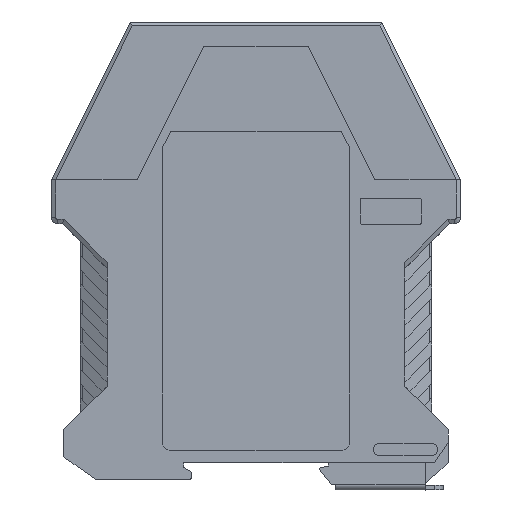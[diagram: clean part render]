
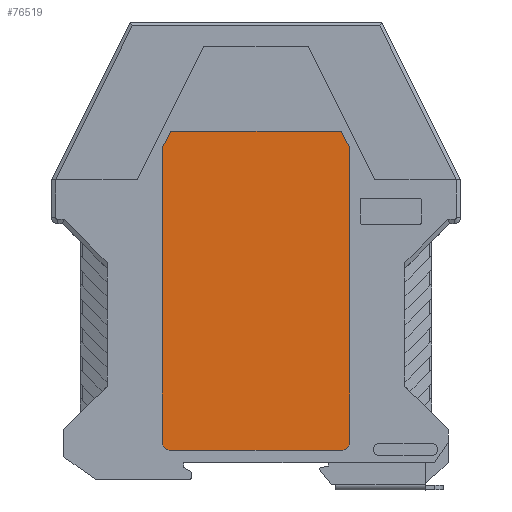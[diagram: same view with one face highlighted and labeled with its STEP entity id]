
A CAD part, left-side view. The second image highlights one B-rep face of the part: STEP entity #76519.
In plain terms, the highlighted planar face has unit normal (-1, 0, 0).
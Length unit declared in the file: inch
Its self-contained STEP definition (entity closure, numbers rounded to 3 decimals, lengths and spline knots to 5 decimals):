
#793 = ORIENTED_EDGE ( 'NONE', *, *, #56817, .F. ) ;
#2052 = VERTEX_POINT ( 'NONE', #64839 ) ;
#2789 = CARTESIAN_POINT ( 'NONE',  ( 0.00787, 2.75741, -1.04331 ) ) ;
#3847 = EDGE_CURVE ( 'NONE', #42837, #2052, #15965, .T. ) ;
#4413 = DIRECTION ( 'NONE',  ( 0., -0.447, 0.894 ) ) ;
#9193 = LINE ( 'NONE', #78972, #37123 ) ;
#13130 = EDGE_CURVE ( 'NONE', #132282, #115254, #9193, .T. ) ;
#15551 = VERTEX_POINT ( 'NONE', #100786 ) ;
#15711 = EDGE_CURVE ( 'NONE', #29301, #95316, #83748, .T. ) ;
#15965 = LINE ( 'NONE', #120157, #88876 ) ;
#16287 = ORIENTED_EDGE ( 'NONE', *, *, #102582, .T. ) ;
#17144 = CARTESIAN_POINT ( 'NONE',  ( 0.00787, 1.05269, -1.20079 ) ) ;
#17692 = PLANE ( 'NONE',  #96887 ) ;
#18174 = DIRECTION ( 'NONE',  ( 0., -1., 0. ) ) ;
#26416 = VERTEX_POINT ( 'NONE', #134882 ) ;
#27748 = CARTESIAN_POINT ( 'NONE',  ( 0.00787, 2.83615, -4.00787 ) ) ;
#28001 = ORIENTED_EDGE ( 'NONE', *, *, #111974, .F. ) ;
#29301 = VERTEX_POINT ( 'NONE', #27748 ) ;
#34067 = VECTOR ( 'NONE', #4413, 39.37008 ) ;
#34243 = CARTESIAN_POINT ( 'NONE',  ( 0.00787, 1.13143, -4.08661 ) ) ;
#37123 = VECTOR ( 'NONE', #143919, 39.37008 ) ;
#41054 = CARTESIAN_POINT ( 'NONE',  ( 0.00787, 1.13143, -4.00787 ) ) ;
#42706 = ORIENTED_EDGE ( 'NONE', *, *, #13130, .F. ) ;
#42837 = VERTEX_POINT ( 'NONE', #17144 ) ;
#43658 = ORIENTED_EDGE ( 'NONE', *, *, #3847, .F. ) ;
#44964 = LINE ( 'NONE', #96001, #129964 ) ;
#50712 = DIRECTION ( 'NONE',  ( -1., 0., 0. ) ) ;
#50722 = LINE ( 'NONE', #128573, #68137 ) ;
#56817 = EDGE_CURVE ( 'NONE', #115254, #42837, #44964, .T. ) ;
#58406 = LINE ( 'NONE', #70899, #34067 ) ;
#64222 = CIRCLE ( 'NONE', #108670, 0.07874 ) ;
#64839 = CARTESIAN_POINT ( 'NONE',  ( 0.00787, 1.05269, -4.00787 ) ) ;
#64930 = DIRECTION ( 'NONE',  ( 0., 0., -1. ) ) ;
#68137 = VECTOR ( 'NONE', #139230, 39.37008 ) ;
#70051 = VECTOR ( 'NONE', #121007, 39.37008 ) ;
#70899 = CARTESIAN_POINT ( 'NONE',  ( 0.00787, 2.83615, -1.20079 ) ) ;
#72532 = CARTESIAN_POINT ( 'NONE',  ( 0.00787, 2.83615, -4.08661 ) ) ;
#76519 = ADVANCED_FACE ( 'NONE', ( #131096 ), #17692, .T. ) ;
#78972 = CARTESIAN_POINT ( 'NONE',  ( 0.00787, 2.75741, -1.04331 ) ) ;
#83748 = CIRCLE ( 'NONE', #123371, 0.07874 ) ;
#88876 = VECTOR ( 'NONE', #64930, 39.37008 ) ;
#90844 = CARTESIAN_POINT ( 'NONE',  ( 0.00787, 2.75741, -4.08661 ) ) ;
#95316 = VERTEX_POINT ( 'NONE', #90844 ) ;
#96001 = CARTESIAN_POINT ( 'NONE',  ( 0.00787, 1.13143, -1.04331 ) ) ;
#96887 = AXIS2_PLACEMENT_3D ( 'NONE', #72532, #50712, #127823 ) ;
#100786 = CARTESIAN_POINT ( 'NONE',  ( 0.00787, 2.83615, -1.20079 ) ) ;
#102582 = EDGE_CURVE ( 'NONE', #26416, #2052, #64222, .T. ) ;
#106612 = ORIENTED_EDGE ( 'NONE', *, *, #133367, .F. ) ;
#108105 = DIRECTION ( 'NONE',  ( 0., -0.447, -0.894 ) ) ;
#108670 = AXIS2_PLACEMENT_3D ( 'NONE', #41054, #120500, #109406 ) ;
#109406 = DIRECTION ( 'NONE',  ( 0., 1., 0. ) ) ;
#109857 = EDGE_LOOP ( 'NONE', ( #28001, #141853, #118951, #106612, #16287, #43658, #793, #42706 ) ) ;
#110333 = EDGE_CURVE ( 'NONE', #29301, #15551, #50722, .T. ) ;
#111974 = EDGE_CURVE ( 'NONE', #15551, #132282, #58406, .T. ) ;
#115254 = VERTEX_POINT ( 'NONE', #132220 ) ;
#118123 = CARTESIAN_POINT ( 'NONE',  ( 0.00787, 2.75741, -4.00787 ) ) ;
#118951 = ORIENTED_EDGE ( 'NONE', *, *, #15711, .T. ) ;
#120157 = CARTESIAN_POINT ( 'NONE',  ( 0.00787, 1.05269, -1.20079 ) ) ;
#120500 = DIRECTION ( 'NONE',  ( -1., 0., 0. ) ) ;
#121007 = DIRECTION ( 'NONE',  ( 0., 1., 0. ) ) ;
#123371 = AXIS2_PLACEMENT_3D ( 'NONE', #118123, #131187, #18174 ) ;
#127823 = DIRECTION ( 'NONE',  ( 0., -1., 0. ) ) ;
#128573 = CARTESIAN_POINT ( 'NONE',  ( 0.00787, 2.83615, -4.00787 ) ) ;
#129002 = LINE ( 'NONE', #34243, #70051 ) ;
#129964 = VECTOR ( 'NONE', #108105, 39.37008 ) ;
#131096 = FACE_OUTER_BOUND ( 'NONE', #109857, .T. ) ;
#131187 = DIRECTION ( 'NONE',  ( -1., 0., 0. ) ) ;
#132220 = CARTESIAN_POINT ( 'NONE',  ( 0.00787, 1.13143, -1.04331 ) ) ;
#132282 = VERTEX_POINT ( 'NONE', #2789 ) ;
#133367 = EDGE_CURVE ( 'NONE', #26416, #95316, #129002, .T. ) ;
#134882 = CARTESIAN_POINT ( 'NONE',  ( 0.00787, 1.13143, -4.08661 ) ) ;
#139230 = DIRECTION ( 'NONE',  ( 0., 0., 1. ) ) ;
#141853 = ORIENTED_EDGE ( 'NONE', *, *, #110333, .F. ) ;
#143919 = DIRECTION ( 'NONE',  ( 0., -1., 0. ) ) ;
